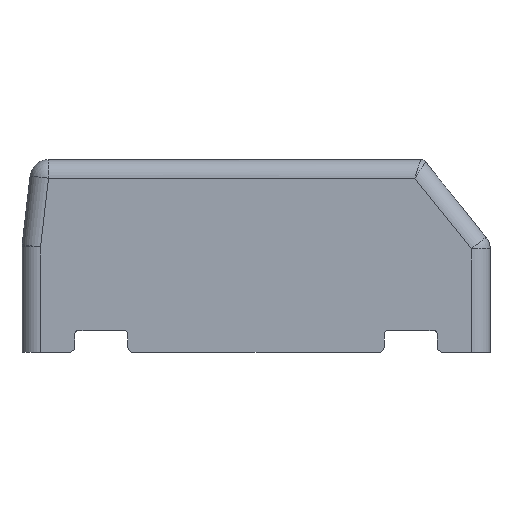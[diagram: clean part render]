
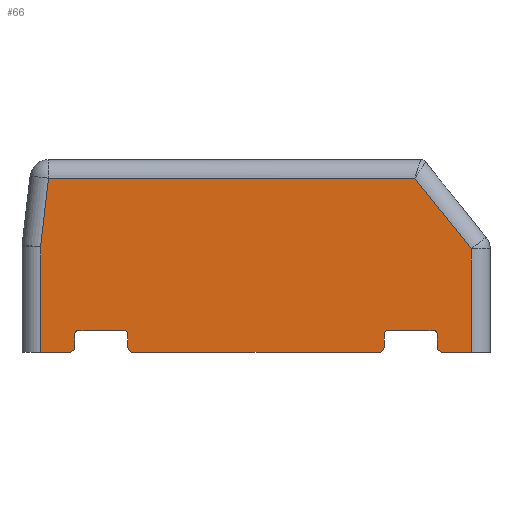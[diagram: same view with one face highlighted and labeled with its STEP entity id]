
A CAD part, front view. The second image highlights one B-rep face of the part: STEP entity #66.
In plain terms, the highlighted planar face has unit normal (0, -1, 0).
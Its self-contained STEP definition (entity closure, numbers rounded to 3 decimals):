
#66=ADVANCED_FACE('',(#1089),#1091,.T.);
#1089=FACE_BOUND('',#1090,.T.);
#1090=EDGE_LOOP('',(#7745,#7746,#7747,#7748,#7749,#7750,#7751,#7752,#7753,#7754,
#7755,#7756,#7757,#7758,#7759,#7760,#7761,#7762,#7763,#7764,#7765,#7766));
#1091=PLANE('',#1092);
#1092=AXIS2_PLACEMENT_3D('',#1093,#1094,#1095);
#1093=CARTESIAN_POINT('',(0.,-30.3,0.));
#1094=DIRECTION('',(0.,-1.,0.));
#1095=DIRECTION('',(0.,0.,-1.));
#7745=ORIENTED_EDGE('',*,*,#13771,.T.);
#7746=ORIENTED_EDGE('',*,*,#13772,.T.);
#7747=ORIENTED_EDGE('',*,*,#13773,.T.);
#7748=ORIENTED_EDGE('',*,*,#13774,.T.);
#7749=ORIENTED_EDGE('',*,*,#13775,.T.);
#7750=ORIENTED_EDGE('',*,*,#13776,.T.);
#7751=ORIENTED_EDGE('',*,*,#13777,.F.);
#7752=ORIENTED_EDGE('',*,*,#13778,.T.);
#7753=ORIENTED_EDGE('',*,*,#13779,.T.);
#7754=ORIENTED_EDGE('',*,*,#13780,.T.);
#7755=ORIENTED_EDGE('',*,*,#13781,.T.);
#7756=ORIENTED_EDGE('',*,*,#13782,.T.);
#7757=ORIENTED_EDGE('',*,*,#13783,.F.);
#7758=ORIENTED_EDGE('',*,*,#13784,.T.);
#7759=ORIENTED_EDGE('',*,*,#13785,.F.);
#7760=ORIENTED_EDGE('',*,*,#13786,.T.);
#7761=ORIENTED_EDGE('',*,*,#13787,.T.);
#7762=ORIENTED_EDGE('',*,*,#13788,.T.);
#7763=ORIENTED_EDGE('',*,*,#13789,.T.);
#7764=ORIENTED_EDGE('',*,*,#13790,.T.);
#7765=ORIENTED_EDGE('',*,*,#13791,.F.);
#7766=ORIENTED_EDGE('',*,*,#13686,.T.);
#13686=EDGE_CURVE('',#16277,#16274,#16278,.T.);
#13771=EDGE_CURVE('',#16274,#16434,#16435,.T.);
#13772=EDGE_CURVE('',#16434,#16436,#16437,.T.);
#13773=EDGE_CURVE('',#16436,#16438,#16439,.T.);
#13774=EDGE_CURVE('',#16438,#16440,#16441,.T.);
#13775=EDGE_CURVE('',#16440,#16442,#16443,.T.);
#13776=EDGE_CURVE('',#16442,#16444,#16445,.T.);
#13777=EDGE_CURVE('',#16446,#16444,#16447,.F.);
#13778=EDGE_CURVE('',#16446,#16448,#16449,.F.);
#13779=EDGE_CURVE('',#16448,#16450,#16451,.F.);
#13780=EDGE_CURVE('',#16450,#16452,#16453,.F.);
#13781=EDGE_CURVE('',#16452,#16454,#16455,.F.);
#13782=EDGE_CURVE('',#16454,#16456,#16457,.F.);
#13783=EDGE_CURVE('',#16458,#16456,#16459,.F.);
#13784=EDGE_CURVE('',#16458,#16460,#16461,.T.);
#13785=EDGE_CURVE('',#16462,#16460,#16463,.F.);
#13786=EDGE_CURVE('',#16462,#16464,#16465,.F.);
#13787=EDGE_CURVE('',#16464,#16466,#16467,.F.);
#13788=EDGE_CURVE('',#16466,#16468,#16469,.F.);
#13789=EDGE_CURVE('',#16468,#16470,#16471,.F.);
#13790=EDGE_CURVE('',#16470,#16472,#16473,.F.);
#13791=EDGE_CURVE('',#16277,#16472,#16474,.F.);
#16274=VERTEX_POINT('',#20599);
#16277=VERTEX_POINT('',#20605);
#16278=LINE('',#20606,#20607);
#16434=VERTEX_POINT('',#21011);
#16435=LINE('',#21012,#21013);
#16436=VERTEX_POINT('',#21015);
#16437=LINE('',#21016,#21017);
#16438=VERTEX_POINT('',#21019);
#16439=LINE('',#21020,#21021);
#16440=VERTEX_POINT('',#21023);
#16441=LINE('',#21024,#21025);
#16442=VERTEX_POINT('',#21027);
#16443=LINE('',#21028,#21029);
#16444=VERTEX_POINT('',#21031);
#16445=LINE('',#21032,#21033);
#16446=VERTEX_POINT('',#21035);
#16447=CIRCLE('',#21036,1.);
#16448=VERTEX_POINT('',#21040);
#16449=LINE('',#21041,#21042);
#16450=VERTEX_POINT('',#21044);
#16451=CIRCLE('',#21045,0.5);
#16452=VERTEX_POINT('',#21049);
#16453=LINE('',#21050,#21051);
#16454=VERTEX_POINT('',#21053);
#16455=CIRCLE('',#21054,0.5);
#16456=VERTEX_POINT('',#21058);
#16457=LINE('',#21059,#21060);
#16458=VERTEX_POINT('',#21062);
#16459=CIRCLE('',#21063,1.);
#16460=VERTEX_POINT('',#21067);
#16461=LINE('',#21068,#21069);
#16462=VERTEX_POINT('',#21071);
#16463=CIRCLE('',#21072,1.);
#16464=VERTEX_POINT('',#21076);
#16465=LINE('',#21077,#21078);
#16466=VERTEX_POINT('',#21080);
#16467=CIRCLE('',#21081,0.5);
#16468=VERTEX_POINT('',#21085);
#16469=LINE('',#21086,#21087);
#16470=VERTEX_POINT('',#21089);
#16471=CIRCLE('',#21090,0.5);
#16472=VERTEX_POINT('',#21094);
#16473=LINE('',#21095,#21096);
#16474=CIRCLE('',#21098,1.);
#20599=CARTESIAN_POINT('',(36.956,-30.3,-42.));
#20605=CARTESIAN_POINT('',(32.42,-30.3,-42.));
#20606=CARTESIAN_POINT('',(32.42,-30.3,-42.));
#20607=VECTOR('',#20608,1.);
#20608=DIRECTION('',(1.,0.,0.));
#21011=CARTESIAN_POINT('',(36.956,-30.3,-25.292));
#21012=CARTESIAN_POINT('',(36.956,-30.3,-42.));
#21013=VECTOR('',#21014,1.);
#21014=DIRECTION('',(0.,0.,1.));
#21015=CARTESIAN_POINT('',(27.784,-30.3,-13.86));
#21016=CARTESIAN_POINT('',(36.956,-30.3,-25.292));
#21017=VECTOR('',#21018,1.);
#21018=DIRECTION('',(-0.626,0.,0.78));
#21019=CARTESIAN_POINT('',(-31.368,-30.3,-13.86));
#21020=CARTESIAN_POINT('',(27.784,-30.3,-13.86));
#21021=VECTOR('',#21022,1.);
#21022=DIRECTION('',(-1.,0.,0.));
#21023=CARTESIAN_POINT('',(-32.644,-30.3,-24.972));
#21024=CARTESIAN_POINT('',(-31.368,-30.3,-13.86));
#21025=VECTOR('',#21026,1.);
#21026=DIRECTION('',(-0.114,0.,-0.993));
#21027=CARTESIAN_POINT('',(-32.644,-30.3,-42.));
#21028=CARTESIAN_POINT('',(-32.644,-30.3,-24.972));
#21029=VECTOR('',#21030,1.);
#21030=DIRECTION('',(0.,0.,-1.));
#21031=CARTESIAN_POINT('',(-28.107,-30.3,-42.));
#21032=CARTESIAN_POINT('',(-32.644,-30.3,-42.));
#21033=VECTOR('',#21034,1.);
#21034=DIRECTION('',(1.,0.,0.));
#21035=CARTESIAN_POINT('',(-27.107,-30.3,-41.));
#21036=AXIS2_PLACEMENT_3D('',#21037,#21038,#21039);
#21037=CARTESIAN_POINT('',(-28.107,-30.3,-41.));
#21038=DIRECTION('',(0.,-1.,0.));
#21039=DIRECTION('',(0.,0.,-1.));
#21040=CARTESIAN_POINT('',(-27.107,-30.3,-39.));
#21041=CARTESIAN_POINT('',(-27.107,-30.3,-39.));
#21042=VECTOR('',#21043,1.);
#21043=DIRECTION('',(0.,0.,-1.));
#21044=CARTESIAN_POINT('',(-26.607,-30.3,-38.5));
#21045=AXIS2_PLACEMENT_3D('',#21046,#21047,#21048);
#21046=CARTESIAN_POINT('',(-26.607,-30.3,-39.));
#21047=DIRECTION('',(0.,-1.,0.));
#21048=DIRECTION('',(0.,0.,1.));
#21049=CARTESIAN_POINT('',(-19.08,-30.3,-38.5));
#21050=CARTESIAN_POINT('',(-19.08,-30.3,-38.5));
#21051=VECTOR('',#21052,1.);
#21052=DIRECTION('',(-1.,0.,0.));
#21053=CARTESIAN_POINT('',(-18.58,-30.3,-39.));
#21054=AXIS2_PLACEMENT_3D('',#21055,#21056,#21057);
#21055=CARTESIAN_POINT('',(-19.08,-30.3,-39.));
#21056=DIRECTION('',(0.,-1.,0.));
#21057=DIRECTION('',(1.,0.,0.));
#21058=CARTESIAN_POINT('',(-18.58,-30.3,-41.));
#21059=CARTESIAN_POINT('',(-18.58,-30.3,-41.));
#21060=VECTOR('',#21061,1.);
#21061=DIRECTION('',(0.,0.,1.));
#21062=CARTESIAN_POINT('',(-17.58,-30.3,-42.));
#21063=AXIS2_PLACEMENT_3D('',#21064,#21065,#21066);
#21064=CARTESIAN_POINT('',(-17.58,-30.3,-41.));
#21065=DIRECTION('',(0.,-1.,0.));
#21066=DIRECTION('',(-1.,0.,0.));
#21067=CARTESIAN_POINT('',(21.893,-30.3,-42.));
#21068=CARTESIAN_POINT('',(-17.58,-30.3,-42.));
#21069=VECTOR('',#21070,1.);
#21070=DIRECTION('',(1.,0.,0.));
#21071=CARTESIAN_POINT('',(22.893,-30.3,-41.));
#21072=AXIS2_PLACEMENT_3D('',#21073,#21074,#21075);
#21073=CARTESIAN_POINT('',(21.893,-30.3,-41.));
#21074=DIRECTION('',(0.,-1.,0.));
#21075=DIRECTION('',(0.,0.,-1.));
#21076=CARTESIAN_POINT('',(22.893,-30.3,-39.));
#21077=CARTESIAN_POINT('',(22.893,-30.3,-39.));
#21078=VECTOR('',#21079,1.);
#21079=DIRECTION('',(0.,0.,-1.));
#21080=CARTESIAN_POINT('',(23.393,-30.3,-38.5));
#21081=AXIS2_PLACEMENT_3D('',#21082,#21083,#21084);
#21082=CARTESIAN_POINT('',(23.393,-30.3,-39.));
#21083=DIRECTION('',(0.,-1.,0.));
#21084=DIRECTION('',(0.,0.,1.));
#21085=CARTESIAN_POINT('',(30.92,-30.3,-38.5));
#21086=CARTESIAN_POINT('',(30.92,-30.3,-38.5));
#21087=VECTOR('',#21088,1.);
#21088=DIRECTION('',(-1.,0.,0.));
#21089=CARTESIAN_POINT('',(31.42,-30.3,-39.));
#21090=AXIS2_PLACEMENT_3D('',#21091,#21092,#21093);
#21091=CARTESIAN_POINT('',(30.92,-30.3,-39.));
#21092=DIRECTION('',(0.,-1.,0.));
#21093=DIRECTION('',(1.,0.,0.));
#21094=CARTESIAN_POINT('',(31.42,-30.3,-41.));
#21095=CARTESIAN_POINT('',(31.42,-30.3,-41.));
#21096=VECTOR('',#21097,1.);
#21097=DIRECTION('',(0.,0.,1.));
#21098=AXIS2_PLACEMENT_3D('',#21099,#21100,#21101);
#21099=CARTESIAN_POINT('',(32.42,-30.3,-41.));
#21100=DIRECTION('',(0.,-1.,0.));
#21101=DIRECTION('',(-1.,0.,0.));
